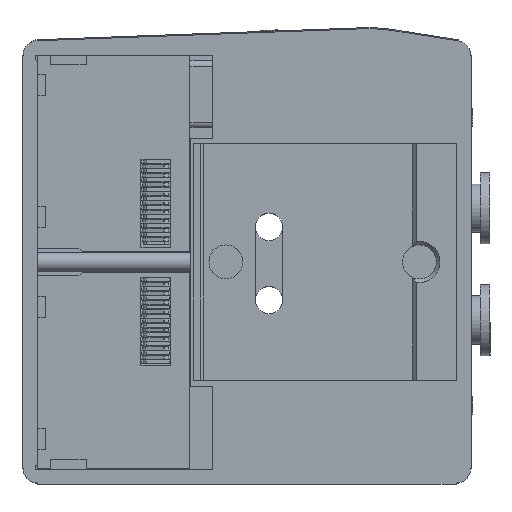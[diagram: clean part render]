
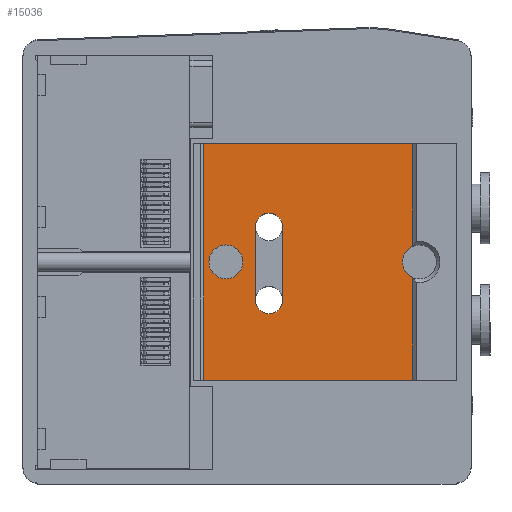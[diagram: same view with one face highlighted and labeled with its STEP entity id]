
A CAD part, top view. The second image highlights one B-rep face of the part: STEP entity #15036.
In plain terms, the highlighted planar face has unit normal (0, 0, 1).
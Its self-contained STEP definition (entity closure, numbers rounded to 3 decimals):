
#331 = VECTOR ( 'NONE', #21612, 1000. ) ;
#718 = VERTEX_POINT ( 'NONE', #22221 ) ;
#1171 = CARTESIAN_POINT ( 'NONE',  ( -11.25, 21.375, 6.33 ) ) ;
#1230 = DIRECTION ( 'NONE',  ( 0., 0., -1. ) ) ;
#1705 = CARTESIAN_POINT ( 'NONE',  ( -51.25, 66.625, 6.33 ) ) ;
#2002 = LINE ( 'NONE', #27267, #26683 ) ;
#2370 = ORIENTED_EDGE ( 'NONE', *, *, #23537, .F. ) ;
#2605 = ORIENTED_EDGE ( 'NONE', *, *, #33507, .F. ) ;
#3351 = ORIENTED_EDGE ( 'NONE', *, *, #23498, .F. ) ;
#3775 = DIRECTION ( 'NONE',  ( 0., 1., 0. ) ) ;
#3808 = ORIENTED_EDGE ( 'NONE', *, *, #15810, .F. ) ;
#4393 = ORIENTED_EDGE ( 'NONE', *, *, #23082, .F. ) ;
#4619 = DIRECTION ( 'NONE',  ( 0., 0., 1. ) ) ;
#4739 = VECTOR ( 'NONE', #34580, 1000. ) ;
#5510 = ORIENTED_EDGE ( 'NONE', *, *, #21932, .F. ) ;
#5906 = CARTESIAN_POINT ( 'NONE',  ( 0., 0., 6.33 ) ) ;
#6811 = FACE_OUTER_BOUND ( 'NONE', #15082, .T. ) ;
#6888 = VERTEX_POINT ( 'NONE', #33974 ) ;
#8145 = EDGE_CURVE ( 'NONE', #38453, #25402, #26088, .T. ) ;
#8151 = DIRECTION ( 'NONE',  ( 0., 1., 0. ) ) ;
#8194 = ORIENTED_EDGE ( 'NONE', *, *, #31503, .T. ) ;
#8907 = VERTEX_POINT ( 'NONE', #37022 ) ;
#10052 = DIRECTION ( 'NONE',  ( 0., 0., -1. ) ) ;
#10386 = EDGE_CURVE ( 'NONE', #12809, #41176, #31223, .T. ) ;
#10412 = CARTESIAN_POINT ( 'NONE',  ( -41.375, 50.7, 6.33 ) ) ;
#11252 = DIRECTION ( 'NONE',  ( 0., -1., 0. ) ) ;
#11420 = AXIS2_PLACEMENT_3D ( 'NONE', #39945, #19861, #43282 ) ;
#12166 = EDGE_CURVE ( 'NONE', #12763, #23849, #42441, .T. ) ;
#12763 = VERTEX_POINT ( 'NONE', #14084 ) ;
#12809 = VERTEX_POINT ( 'NONE', #20867 ) ;
#13088 = DIRECTION ( 'NONE',  ( -1., 0., 0. ) ) ;
#14084 = CARTESIAN_POINT ( 'NONE',  ( -41.375, 36.7, 6.33 ) ) ;
#14498 = CARTESIAN_POINT ( 'NONE',  ( -51.25, 66.625, 6.33 ) ) ;
#14711 = LINE ( 'NONE', #22531, #32611 ) ;
#15036 = ADVANCED_FACE ( 'NONE', ( #15731, #6811, #41455 ), #32759, .F. ) ;
#15082 = EDGE_LOOP ( 'NONE', ( #8194, #40333, #3351, #3808, #5510, #2370 ) ) ;
#15522 = CARTESIAN_POINT ( 'NONE',  ( -11.25, 66.625, 6.33 ) ) ;
#15731 = FACE_BOUND ( 'NONE', #25418, .T. ) ;
#15810 = EDGE_CURVE ( 'NONE', #6888, #32181, #2002, .T. ) ;
#15989 = DIRECTION ( 'NONE',  ( 0., 0., -1. ) ) ;
#17852 = CIRCLE ( 'NONE', #35086, 3.25 ) ;
#18155 = CARTESIAN_POINT ( 'NONE',  ( -36.125, 36.7, 6.33 ) ) ;
#18363 = VECTOR ( 'NONE', #8151, 1000. ) ;
#19305 = AXIS2_PLACEMENT_3D ( 'NONE', #5906, #15989, #39475 ) ;
#19436 = LINE ( 'NONE', #18155, #18363 ) ;
#19861 = DIRECTION ( 'NONE',  ( 0., 0., 1. ) ) ;
#19864 = EDGE_LOOP ( 'NONE', ( #41803 ) ) ;
#20545 = ORIENTED_EDGE ( 'NONE', *, *, #12166, .F. ) ;
#20867 = CARTESIAN_POINT ( 'NONE',  ( -36.125, 50.7, 6.33 ) ) ;
#21353 = CARTESIAN_POINT ( 'NONE',  ( -47., 44., 6.33 ) ) ;
#21612 = DIRECTION ( 'NONE',  ( 0., -1., 0. ) ) ;
#21932 = EDGE_CURVE ( 'NONE', #29168, #6888, #33736, .T. ) ;
#22221 = CARTESIAN_POINT ( 'NONE',  ( -11.25, 41., 6.33 ) ) ;
#22531 = CARTESIAN_POINT ( 'NONE',  ( -41.375, 50.7, 6.33 ) ) ;
#22909 = CARTESIAN_POINT ( 'NONE',  ( -36.125, 36.7, 6.33 ) ) ;
#23082 = EDGE_CURVE ( 'NONE', #41176, #12763, #14711, .T. ) ;
#23498 = EDGE_CURVE ( 'NONE', #32181, #38453, #23673, .T. ) ;
#23537 = EDGE_CURVE ( 'NONE', #718, #29168, #40395, .T. ) ;
#23673 = LINE ( 'NONE', #14498, #4739 ) ;
#23849 = VERTEX_POINT ( 'NONE', #22909 ) ;
#24715 = DIRECTION ( 'NONE',  ( -1., 0., 0. ) ) ;
#24729 = CARTESIAN_POINT ( 'NONE',  ( -38.75, 36.7, 6.33 ) ) ;
#24872 = VECTOR ( 'NONE', #13088, 1000. ) ;
#25402 = VERTEX_POINT ( 'NONE', #39708 ) ;
#25418 = EDGE_LOOP ( 'NONE', ( #4393, #30112, #2605, #20545 ) ) ;
#25726 = DIRECTION ( 'NONE',  ( 0., -1., 0. ) ) ;
#26088 = LINE ( 'NONE', #41652, #331 ) ;
#26683 = VECTOR ( 'NONE', #3775, 1000. ) ;
#27267 = CARTESIAN_POINT ( 'NONE',  ( -51.25, 21.375, 6.33 ) ) ;
#28101 = DIRECTION ( 'NONE',  ( 1., 0., 0. ) ) ;
#29168 = VERTEX_POINT ( 'NONE', #34287 ) ;
#29300 = AXIS2_PLACEMENT_3D ( 'NONE', #24729, #4619, #28101 ) ;
#30079 = AXIS2_PLACEMENT_3D ( 'NONE', #21353, #1230, #24715 ) ;
#30112 = ORIENTED_EDGE ( 'NONE', *, *, #10386, .F. ) ;
#30251 = CARTESIAN_POINT ( 'NONE',  ( -10., 44., 6.33 ) ) ;
#31179 = EDGE_CURVE ( 'NONE', #8907, #8907, #43090, .T. ) ;
#31223 = CIRCLE ( 'NONE', #11420, 2.625 ) ;
#31503 = EDGE_CURVE ( 'NONE', #718, #25402, #17852, .T. ) ;
#32181 = VERTEX_POINT ( 'NONE', #1705 ) ;
#32611 = VECTOR ( 'NONE', #25726, 1000. ) ;
#32759 = PLANE ( 'NONE',  #19305 ) ;
#33507 = EDGE_CURVE ( 'NONE', #23849, #12809, #19436, .T. ) ;
#33571 = DIRECTION ( 'NONE',  ( -1., 0., 0. ) ) ;
#33736 = LINE ( 'NONE', #36524, #24872 ) ;
#33974 = CARTESIAN_POINT ( 'NONE',  ( -51.25, 21.375, 6.33 ) ) ;
#34287 = CARTESIAN_POINT ( 'NONE',  ( -11.25, 21.375, 6.33 ) ) ;
#34580 = DIRECTION ( 'NONE',  ( 1., 0., 0. ) ) ;
#35086 = AXIS2_PLACEMENT_3D ( 'NONE', #30251, #10052, #33571 ) ;
#36524 = CARTESIAN_POINT ( 'NONE',  ( -51.25, 21.375, 6.33 ) ) ;
#37022 = CARTESIAN_POINT ( 'NONE',  ( -50.25, 44., 6.33 ) ) ;
#38453 = VERTEX_POINT ( 'NONE', #15522 ) ;
#39366 = VECTOR ( 'NONE', #11252, 1000. ) ;
#39475 = DIRECTION ( 'NONE',  ( -1., 0., 0. ) ) ;
#39708 = CARTESIAN_POINT ( 'NONE',  ( -11.25, 47., 6.33 ) ) ;
#39945 = CARTESIAN_POINT ( 'NONE',  ( -38.75, 50.7, 6.33 ) ) ;
#40333 = ORIENTED_EDGE ( 'NONE', *, *, #8145, .F. ) ;
#40395 = LINE ( 'NONE', #1171, #39366 ) ;
#41176 = VERTEX_POINT ( 'NONE', #10412 ) ;
#41455 = FACE_BOUND ( 'NONE', #19864, .T. ) ;
#41652 = CARTESIAN_POINT ( 'NONE',  ( -11.25, 21.375, 6.33 ) ) ;
#41803 = ORIENTED_EDGE ( 'NONE', *, *, #31179, .T. ) ;
#42441 = CIRCLE ( 'NONE', #29300, 2.625 ) ;
#43090 = CIRCLE ( 'NONE', #30079, 3.25 ) ;
#43282 = DIRECTION ( 'NONE',  ( -1., 0., 0. ) ) ;
